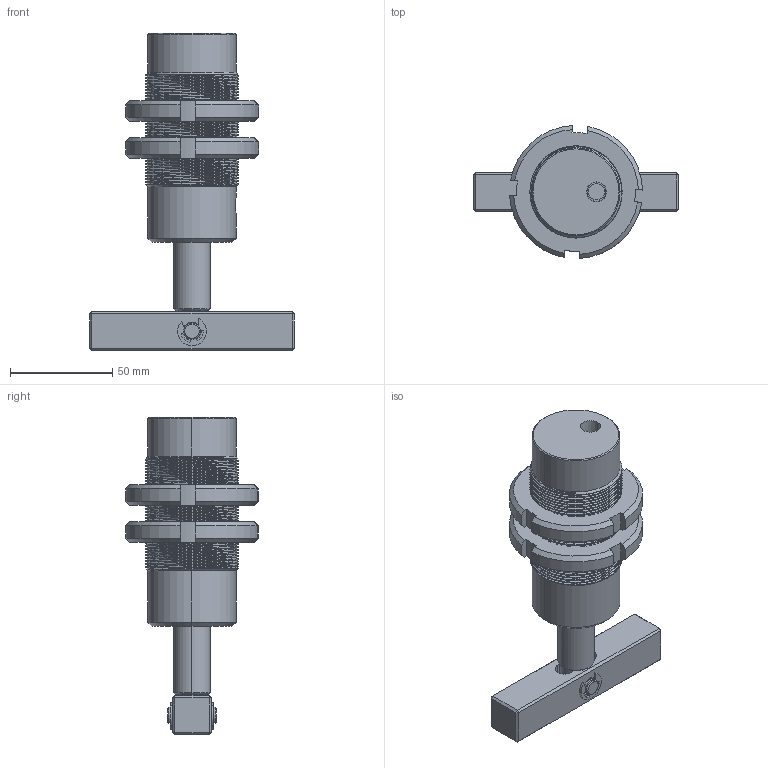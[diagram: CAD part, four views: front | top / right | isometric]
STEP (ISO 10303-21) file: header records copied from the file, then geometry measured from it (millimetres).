
FILE_DESCRIPTION (( 'STEP AP214' ), '1' );
FILE_NAME ('NDT-25B.STEP', '2018-08-27T08:32:27', ( 'Windows' ), ( 'Microsoft' ), 'SwSTEP 2.0', 'SolidWorks 2015', '' );
FILE_SCHEMA (( 'AUTOMOTIVE_DESIGN' ));
Length unit declared in the file: millimetre
Products named in the file (6): NDT-25B掛极; 埴蹟譫-NDT-NFT-25; 揤旋; 种隊; 縐銅え; NDT-25B
Assembly tree (7 placements, depth 2):
  NDT-25B
    縐銅え  x2
    种隊
    揤旋
    埴蹟譫-NDT-NFT-25  x2
    NDT-25B掛极
Bounding box: 100 x 64.91 x 155 mm (x, y, z)
Volume: 229026.1 mm3; surface area: 48153.7 mm2
Topology: 7 solids, 7 shells, 285 faces, 739 edges, 475 vertices
Faces by surface type: cylinder 159, plane 82, cone 40, bspline 4
Entity records: 12528 total; most frequent: CARTESIAN_POINT 6942, ORIENTED_EDGE 1220, DIRECTION 1032, EDGE_CURVE 610, VERTEX_POINT 389, AXIS2_PLACEMENT_3D 383, LINE 266, VECTOR 266
